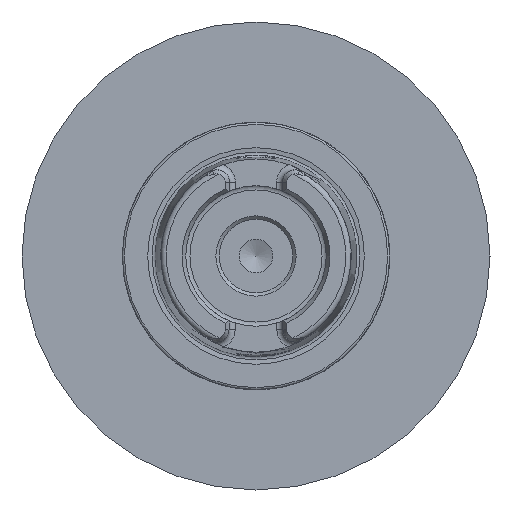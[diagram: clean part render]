
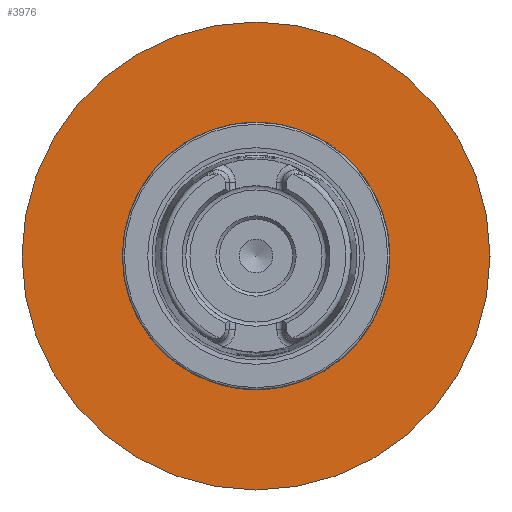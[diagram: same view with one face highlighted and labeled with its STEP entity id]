
A CAD part, left-side view. The second image highlights one B-rep face of the part: STEP entity #3976.
In plain terms, the highlighted planar face has unit normal (-1, 0, 0).
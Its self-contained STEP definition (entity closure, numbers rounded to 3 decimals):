
#71 = DIRECTION ( 'NONE',  ( 0., 0., 1. ) ) ;
#191 = ORIENTED_EDGE ( 'NONE', *, *, #1006, .T. ) ;
#1006 = EDGE_CURVE ( 'NONE', #4411, #4411, #1443, .T. ) ;
#1083 = CIRCLE ( 'NONE', #4603, 17.85 ) ;
#1159 = EDGE_CURVE ( 'NONE', #3673, #3673, #1083, .T. ) ;
#1443 = CIRCLE ( 'NONE', #2260, 35. ) ;
#1523 = FACE_BOUND ( 'NONE', #4064, .T. ) ;
#1567 = DIRECTION ( 'NONE',  ( 0., 0., -1. ) ) ;
#1646 = CARTESIAN_POINT ( 'NONE',  ( 35., 0., 0. ) ) ;
#1653 = CARTESIAN_POINT ( 'NONE',  ( 35., 0., 0. ) ) ;
#1905 = CARTESIAN_POINT ( 'NONE',  ( 35., 0., 17.85 ) ) ;
#1935 = PLANE ( 'NONE',  #2495 ) ;
#2017 = EDGE_LOOP ( 'NONE', ( #191 ) ) ;
#2260 = AXIS2_PLACEMENT_3D ( 'NONE', #1653, #2379, #71 ) ;
#2379 = DIRECTION ( 'NONE',  ( -1., 0., 0. ) ) ;
#2419 = DIRECTION ( 'NONE',  ( 0., 0., 1. ) ) ;
#2495 = AXIS2_PLACEMENT_3D ( 'NONE', #2743, #4286, #1567 ) ;
#2697 = CARTESIAN_POINT ( 'NONE',  ( 35., 0., 35. ) ) ;
#2743 = CARTESIAN_POINT ( 'NONE',  ( 35., 35., 0. ) ) ;
#2831 = FACE_OUTER_BOUND ( 'NONE', #2017, .T. ) ;
#3673 = VERTEX_POINT ( 'NONE', #1905 ) ;
#3976 = ADVANCED_FACE ( 'NONE', ( #1523, #2831 ), #1935, .F. ) ;
#4064 = EDGE_LOOP ( 'NONE', ( #4361 ) ) ;
#4286 = DIRECTION ( 'NONE',  ( 1., 0., 0. ) ) ;
#4344 = DIRECTION ( 'NONE',  ( -1., 0., 0. ) ) ;
#4361 = ORIENTED_EDGE ( 'NONE', *, *, #1159, .F. ) ;
#4411 = VERTEX_POINT ( 'NONE', #2697 ) ;
#4603 = AXIS2_PLACEMENT_3D ( 'NONE', #1646, #4344, #2419 ) ;
